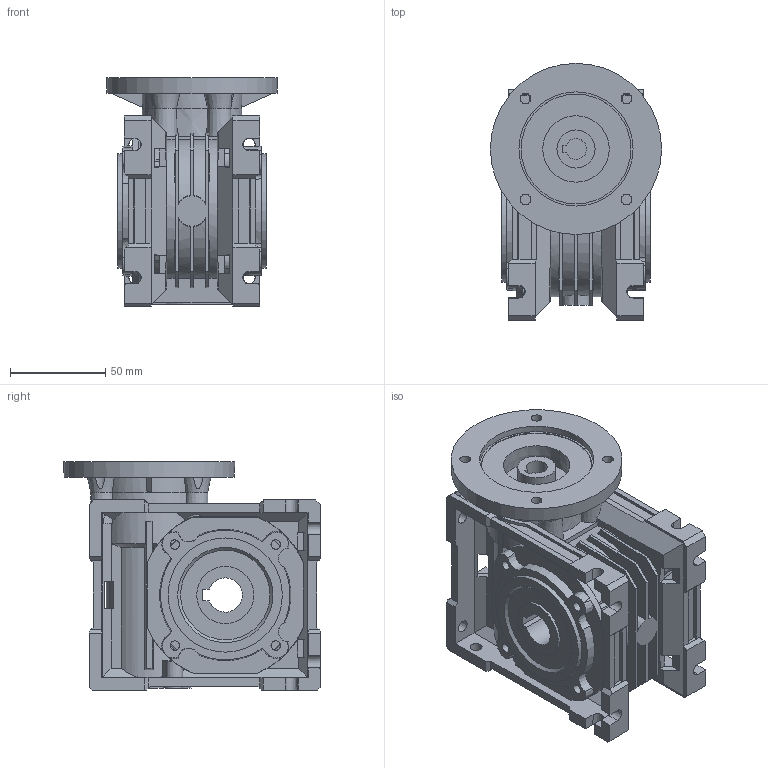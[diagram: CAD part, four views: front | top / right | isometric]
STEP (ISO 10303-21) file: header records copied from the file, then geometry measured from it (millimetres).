
FILE_DESCRIPTION( ( 'Unknown' ), '1' );
FILE_NAME( '4523A29A1DDC218FE3218DE7E86A182.3d.stp', 'Unknown', ( 'Unknown' ), ( 'Unknown' ), 'PSStep 10.1', 'Unknown', ' ' );
FILE_SCHEMA( ( 'AUTOMOTIVE_DESIGN { 1 0 10303 214 1 1 1 1 }' ) );
Length unit declared in the file: millimetre
Products named in the file (1): 0ee1fd15-71d2-4f67-b6ed-f02e006e7ce9
Bounding box: 89.95 x 134.97 x 120 mm (x, y, z)
Volume: 596119.1 mm3; surface area: 124572 mm2
Topology: 1 solids, 5 shells, 669 faces, 1894 edges, 1244 vertices
Faces by surface type: plane 481, cone 151, cylinder 21, bspline 16
Full cylindrical faces by diameter (mm): 20 x2, 30 x2, 42 x1, 60 x3
Entity records: 28589 total; most frequent: CARTESIAN_POINT 6371, ORIENTED_EDGE 3644, DIRECTION 3291, EDGE_CURVE 1822, VERTEX_POINT 1215, LINE 1101, VECTOR 1101, AXIS2_PLACEMENT_3D 1095
